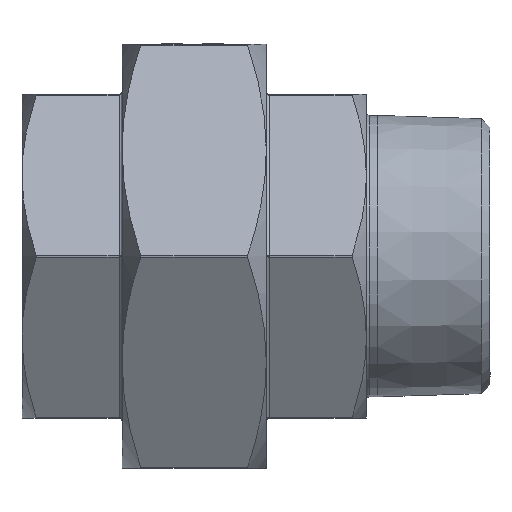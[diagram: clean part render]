
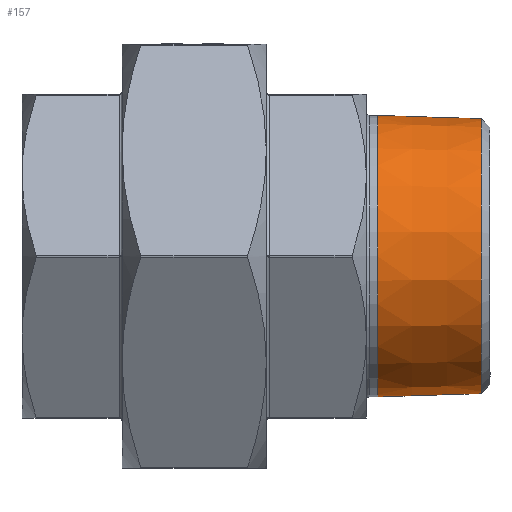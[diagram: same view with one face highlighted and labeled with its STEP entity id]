
A CAD part, front view. The second image highlights one B-rep face of the part: STEP entity #157.
In plain terms, the highlighted conical face has half-angle 1.79 degrees and reference radius 23.901 mm.
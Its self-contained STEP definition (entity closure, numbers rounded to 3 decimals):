
#157 = ADVANCED_FACE ( 'NONE', ( #1613, #1603 ), #5297, .T. ) ;
#1603 = FACE_OUTER_BOUND ( 'NONE', #10901, .T. ) ;
#1604 = DIRECTION ( 'NONE',  ( 0., 0., 1. ) ) ;
#1613 = FACE_BOUND ( 'NONE', #10948, .T. ) ;
#1622 = DIRECTION ( 'NONE',  ( -1., 0., 0. ) ) ;
#1628 = CARTESIAN_POINT ( 'NONE',  ( 31.15, 0., 0. ) ) ;
#2455 = EDGE_CURVE ( 'NONE', #10617, #10617, #4447, .T. ) ;
#2493 = EDGE_CURVE ( 'NONE', #10562, #10562, #4458, .T. ) ;
#4404 = AXIS2_PLACEMENT_3D ( 'NONE', #7337, #7354, #7325 ) ;
#4447 = CIRCLE ( 'NONE', #4404, 23.351 ) ;
#4451 = AXIS2_PLACEMENT_3D ( 'NONE', #7392, #7403, #7404 ) ;
#4458 = CIRCLE ( 'NONE', #4451, 23.901 ) ;
#5297 = CONICAL_SURFACE ( 'NONE', #5307, 23.901, 0.031 ) ;
#5307 = AXIS2_PLACEMENT_3D ( 'NONE', #1628, #1622, #1604 ) ;
#7325 = DIRECTION ( 'NONE',  ( 0., 0., 1. ) ) ;
#7337 = CARTESIAN_POINT ( 'NONE',  ( 48.77, 0., 0. ) ) ;
#7354 = DIRECTION ( 'NONE',  ( -1., 0., 0. ) ) ;
#7392 = CARTESIAN_POINT ( 'NONE',  ( 31.15, 0., 0. ) ) ;
#7403 = DIRECTION ( 'NONE',  ( -1., 0., 0. ) ) ;
#7404 = DIRECTION ( 'NONE',  ( 0., 0., 1. ) ) ;
#7834 = ORIENTED_EDGE ( 'NONE', *, *, #2455, .T. ) ;
#7846 = ORIENTED_EDGE ( 'NONE', *, *, #2493, .F. ) ;
#10562 = VERTEX_POINT ( 'NONE', #10589 ) ;
#10589 = CARTESIAN_POINT ( 'NONE',  ( 31.15, 0., 23.901 ) ) ;
#10596 = CARTESIAN_POINT ( 'NONE',  ( 48.77, 0., 23.351 ) ) ;
#10617 = VERTEX_POINT ( 'NONE', #10596 ) ;
#10901 = EDGE_LOOP ( 'NONE', ( #7846 ) ) ;
#10948 = EDGE_LOOP ( 'NONE', ( #7834 ) ) ;
